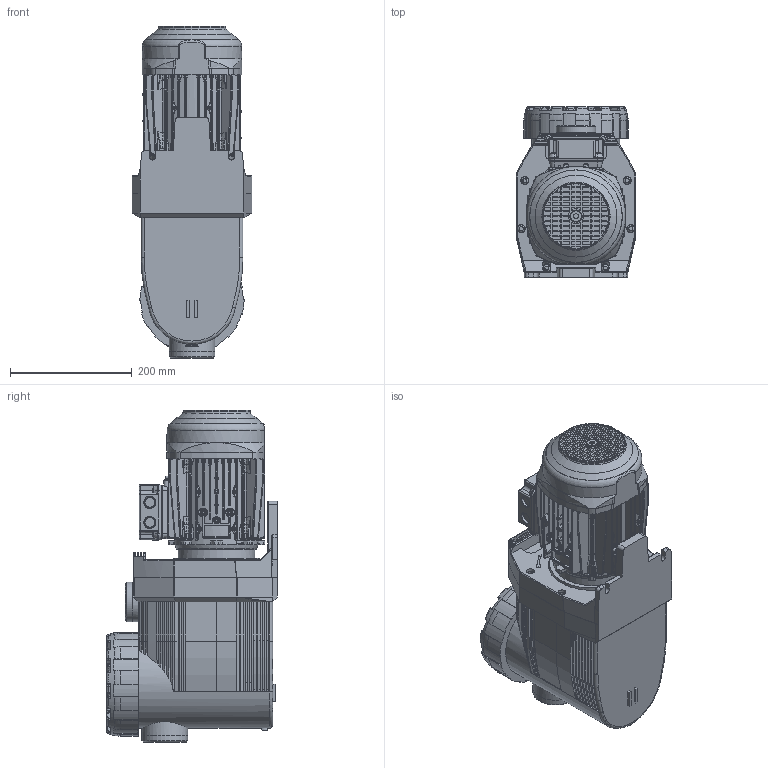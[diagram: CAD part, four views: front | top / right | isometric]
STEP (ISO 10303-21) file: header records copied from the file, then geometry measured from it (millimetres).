
FILE_DESCRIPTION(/* description */ (''),/* implementation_level */ '2;1');
FILE_NAME(/* name */ 'BADU Prime.stp',/* time_stamp */ '2018-12-19T10:42:35+01:00',/* author */ ('czeitz'),/* organization */ (''),/* preprocessor_version */ 'ST-DEVELOPER v17',/* originating_system */ 'Autodesk Inventor 2018',/* authorisation */ '');
FILE_SCHEMA (('AUTOMOTIVE_DESIGN { 1 0 10303 214 3 1 1 }'));
Products named in the file (1): BADU Prime
Bounding box: 196.2 x 280.5 x 545 mm (x, y, z)
Volume: 15078941.2 mm3; surface area: 714143.3 mm2
Topology: 1 solids, 3 shells, 4116 faces, 10727 edges, 6751 vertices
Faces by surface type: plane 1449, cylinder 1331, bspline 966, cone 164, torus 143, sphere 63
Full cylindrical faces by diameter (mm): 8 x4, 8.5 x2, 12 x8, 13 x6, 18.2 x2, 20 x1, 47.803 x1, 59.614 x1, 65 x1, 65.1 x1, 75 x1, 75.1 x1, 110 x1, 125.834 x1, 140 x1, 144.46 x1
Entity records: 161680 total; most frequent: CARTESIAN_POINT 60008, ORIENTED_EDGE 21382, DIRECTION 19798, EDGE_CURVE 10691, AXIS2_PLACEMENT_3D 7552, VERTEX_POINT 6751, LINE 4694, VECTOR 4694
